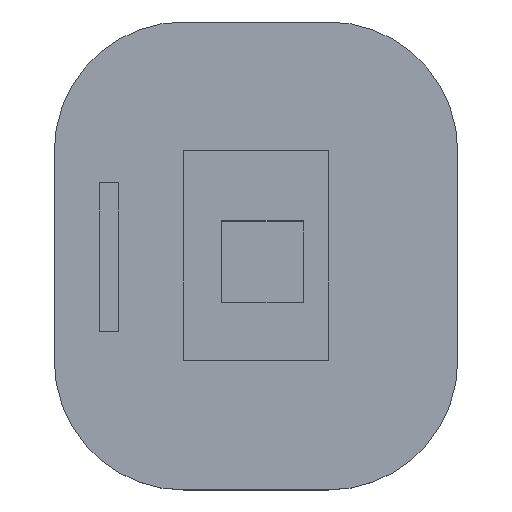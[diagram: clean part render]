
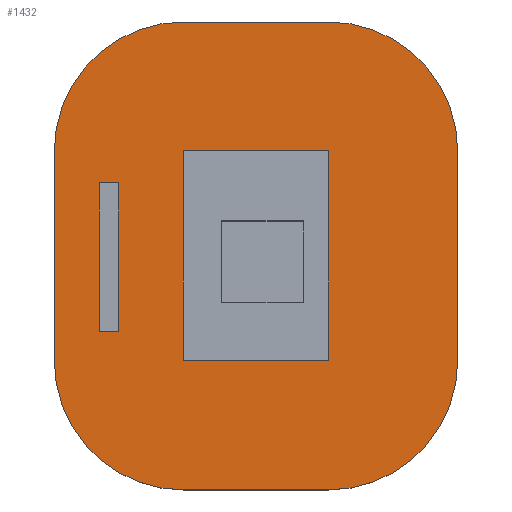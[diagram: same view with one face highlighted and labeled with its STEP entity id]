
A CAD part, top view. The second image highlights one B-rep face of the part: STEP entity #1432.
In plain terms, the highlighted planar face has unit normal (0, 0, 1).
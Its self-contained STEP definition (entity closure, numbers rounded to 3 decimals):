
#27=FACE_BOUND('',#194,.T.);
#53=PLANE('',#1537);
#117=FACE_OUTER_BOUND('',#193,.T.);
#193=EDGE_LOOP('',(#1016,#1017,#1018,#1019,#1020,#1021,#1022,#1023));
#194=EDGE_LOOP('',(#1024,#1025,#1026,#1027));
#296=LINE('',#2043,#473);
#297=LINE('',#2047,#474);
#298=LINE('',#2051,#475);
#299=LINE('',#2054,#476);
#300=LINE('',#2057,#477);
#301=LINE('',#2059,#478);
#302=LINE('',#2061,#479);
#303=LINE('',#2062,#480);
#473=VECTOR('',#1653,10.);
#474=VECTOR('',#1656,10.);
#475=VECTOR('',#1659,10.);
#476=VECTOR('',#1662,10.);
#477=VECTOR('',#1663,10.);
#478=VECTOR('',#1664,10.);
#479=VECTOR('',#1665,10.);
#480=VECTOR('',#1666,10.);
#649=CIRCLE('',#1536,20.);
#650=CIRCLE('',#1538,20.);
#651=CIRCLE('',#1539,20.);
#652=CIRCLE('',#1540,20.);
#676=VERTEX_POINT('',#2036);
#677=VERTEX_POINT('',#2038);
#678=VERTEX_POINT('',#2042);
#679=VERTEX_POINT('',#2044);
#680=VERTEX_POINT('',#2046);
#681=VERTEX_POINT('',#2048);
#682=VERTEX_POINT('',#2050);
#683=VERTEX_POINT('',#2052);
#684=VERTEX_POINT('',#2055);
#685=VERTEX_POINT('',#2056);
#686=VERTEX_POINT('',#2058);
#687=VERTEX_POINT('',#2060);
#811=EDGE_CURVE('',#676,#677,#649,.T.);
#813=EDGE_CURVE('',#678,#676,#296,.T.);
#814=EDGE_CURVE('',#679,#678,#650,.T.);
#815=EDGE_CURVE('',#680,#679,#297,.T.);
#816=EDGE_CURVE('',#681,#680,#651,.T.);
#817=EDGE_CURVE('',#682,#681,#298,.T.);
#818=EDGE_CURVE('',#683,#682,#652,.T.);
#819=EDGE_CURVE('',#677,#683,#299,.T.);
#820=EDGE_CURVE('',#684,#685,#300,.T.);
#821=EDGE_CURVE('',#686,#684,#301,.T.);
#822=EDGE_CURVE('',#687,#686,#302,.T.);
#823=EDGE_CURVE('',#685,#687,#303,.T.);
#1016=ORIENTED_EDGE('',*,*,#811,.F.);
#1017=ORIENTED_EDGE('',*,*,#813,.F.);
#1018=ORIENTED_EDGE('',*,*,#814,.F.);
#1019=ORIENTED_EDGE('',*,*,#815,.F.);
#1020=ORIENTED_EDGE('',*,*,#816,.F.);
#1021=ORIENTED_EDGE('',*,*,#817,.F.);
#1022=ORIENTED_EDGE('',*,*,#818,.F.);
#1023=ORIENTED_EDGE('',*,*,#819,.F.);
#1024=ORIENTED_EDGE('',*,*,#820,.F.);
#1025=ORIENTED_EDGE('',*,*,#821,.F.);
#1026=ORIENTED_EDGE('',*,*,#822,.F.);
#1027=ORIENTED_EDGE('',*,*,#823,.F.);
#1432=ADVANCED_FACE('',(#117,#27),#53,.F.);
#1536=AXIS2_PLACEMENT_3D('',#2039,#1648,#1649);
#1537=AXIS2_PLACEMENT_3D('',#2041,#1651,#1652);
#1538=AXIS2_PLACEMENT_3D('',#2045,#1654,#1655);
#1539=AXIS2_PLACEMENT_3D('',#2049,#1657,#1658);
#1540=AXIS2_PLACEMENT_3D('',#2053,#1660,#1661);
#1648=DIRECTION('center_axis',(0.,0.,-1.));
#1649=DIRECTION('ref_axis',(-0.707,0.707,0.));
#1651=DIRECTION('center_axis',(0.,0.,-1.));
#1652=DIRECTION('ref_axis',(1.,0.,0.));
#1653=DIRECTION('',(0.,1.,0.));
#1654=DIRECTION('center_axis',(0.,0.,-1.));
#1655=DIRECTION('ref_axis',(-0.707,-0.707,0.));
#1656=DIRECTION('',(-1.,0.,0.));
#1657=DIRECTION('center_axis',(0.,0.,-1.));
#1658=DIRECTION('ref_axis',(0.707,-0.707,0.));
#1659=DIRECTION('',(0.,-1.,0.));
#1660=DIRECTION('center_axis',(0.,0.,-1.));
#1661=DIRECTION('ref_axis',(0.707,0.707,0.));
#1662=DIRECTION('',(1.,0.,0.));
#1663=DIRECTION('',(1.,0.,0.));
#1664=DIRECTION('',(0.,-1.,0.));
#1665=DIRECTION('',(-1.,0.,0.));
#1666=DIRECTION('',(0.,1.,0.));
#2036=CARTESIAN_POINT('',(-26.,23.5,-8.5));
#2038=CARTESIAN_POINT('',(-6.,43.5,-8.5));
#2039=CARTESIAN_POINT('Origin',(-6.,23.5,-8.5));
#2041=CARTESIAN_POINT('Origin',(5.25,7.25,-8.5));
#2042=CARTESIAN_POINT('',(-26.,-9.,-8.5));
#2043=CARTESIAN_POINT('',(-26.,-29.,-8.5));
#2044=CARTESIAN_POINT('',(-6.,-29.,-8.5));
#2045=CARTESIAN_POINT('Origin',(-6.,-9.,-8.5));
#2046=CARTESIAN_POINT('',(16.5,-29.,-8.5));
#2047=CARTESIAN_POINT('',(36.5,-29.,-8.5));
#2048=CARTESIAN_POINT('',(36.5,-9.,-8.5));
#2049=CARTESIAN_POINT('Origin',(16.5,-9.,-8.5));
#2050=CARTESIAN_POINT('',(36.5,23.5,-8.5));
#2051=CARTESIAN_POINT('',(36.5,43.5,-8.5));
#2052=CARTESIAN_POINT('',(16.5,43.5,-8.5));
#2053=CARTESIAN_POINT('Origin',(16.5,23.5,-8.5));
#2054=CARTESIAN_POINT('',(-26.,43.5,-8.5));
#2055=CARTESIAN_POINT('',(-6.,-9.,-8.5));
#2056=CARTESIAN_POINT('',(16.5,-9.,-8.5));
#2057=CARTESIAN_POINT('',(6.,-9.,-8.5));
#2058=CARTESIAN_POINT('',(-6.,23.5,-8.5));
#2059=CARTESIAN_POINT('',(-6.,10.375,-8.5));
#2060=CARTESIAN_POINT('',(16.5,23.5,-8.5));
#2061=CARTESIAN_POINT('',(10.375,23.5,-8.5));
#2062=CARTESIAN_POINT('',(16.5,2.125,-8.5));
